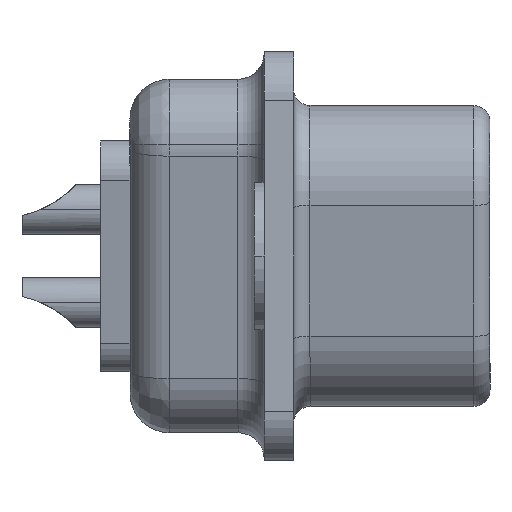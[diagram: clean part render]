
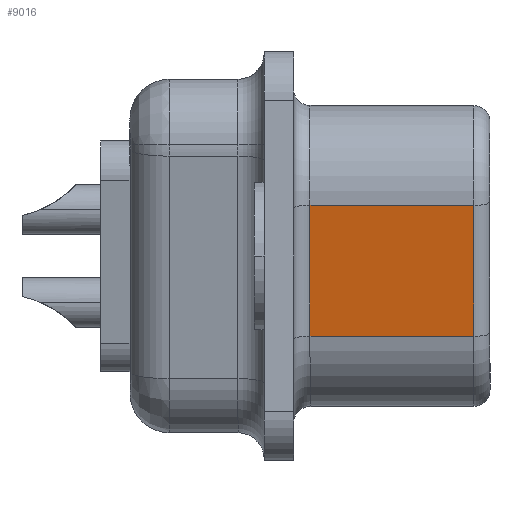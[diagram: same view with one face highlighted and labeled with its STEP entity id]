
A CAD part, left-side view. The second image highlights one B-rep face of the part: STEP entity #9016.
In plain terms, the highlighted planar face has unit normal (-0.985, 0, -0.174).
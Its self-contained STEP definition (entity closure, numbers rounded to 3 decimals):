
#8989 = VERTEX_POINT('',#8990);
#8990 = CARTESIAN_POINT('',(-19.45,-9.05,0.799));
#8997 = EDGE_CURVE('',#8989,#8998,#9000,.T.);
#8998 = VERTEX_POINT('',#8999);
#8999 = CARTESIAN_POINT('',(-19.45,-14.05,0.799));
#9000 = LINE('',#9001,#9002);
#9001 = CARTESIAN_POINT('',(-19.45,-8.55,0.799));
#9002 = VECTOR('',#9003,1.);
#9003 = DIRECTION('',(0.,-1.,0.));
#9016 = ADVANCED_FACE('',(#9017),#9042,.T.);
#9017 = FACE_BOUND('',#9018,.T.);
#9018 = EDGE_LOOP('',(#9019,#9020,#9028,#9036));
#9019 = ORIENTED_EDGE('',*,*,#8997,.F.);
#9020 = ORIENTED_EDGE('',*,*,#9021,.T.);
#9021 = EDGE_CURVE('',#8989,#9022,#9024,.T.);
#9022 = VERTEX_POINT('',#9023);
#9023 = CARTESIAN_POINT('',(-18.745,-9.05,-3.201));
#9024 = LINE('',#9025,#9026);
#9025 = CARTESIAN_POINT('',(-18.745,-9.05,-3.201));
#9026 = VECTOR('',#9027,1.);
#9027 = DIRECTION('',(0.174,0.,-0.985
    ));
#9028 = ORIENTED_EDGE('',*,*,#9029,.T.);
#9029 = EDGE_CURVE('',#9022,#9030,#9032,.T.);
#9030 = VERTEX_POINT('',#9031);
#9031 = CARTESIAN_POINT('',(-18.745,-14.05,-3.201));
#9032 = LINE('',#9033,#9034);
#9033 = CARTESIAN_POINT('',(-18.745,-8.55,-3.201));
#9034 = VECTOR('',#9035,1.);
#9035 = DIRECTION('',(0.,-1.,0.));
#9036 = ORIENTED_EDGE('',*,*,#9037,.T.);
#9037 = EDGE_CURVE('',#9030,#8998,#9038,.T.);
#9038 = LINE('',#9039,#9040);
#9039 = CARTESIAN_POINT('',(-18.599,-14.05,-4.029));
#9040 = VECTOR('',#9041,1.);
#9041 = DIRECTION('',(-0.174,0.,0.985)
  );
#9042 = PLANE('',#9043);
#9043 = AXIS2_PLACEMENT_3D('',#9044,#9045,#9046);
#9044 = CARTESIAN_POINT('',(-18.599,-8.55,-4.029));
#9045 = DIRECTION('',(-0.985,0.,-0.174
    ));
#9046 = DIRECTION('',(0.174,0.,-0.985
    ));
